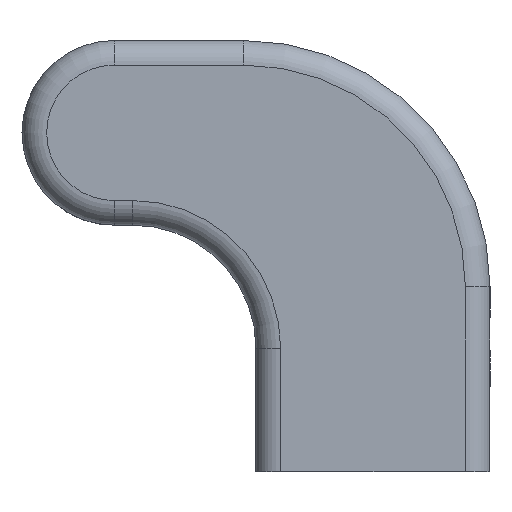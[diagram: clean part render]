
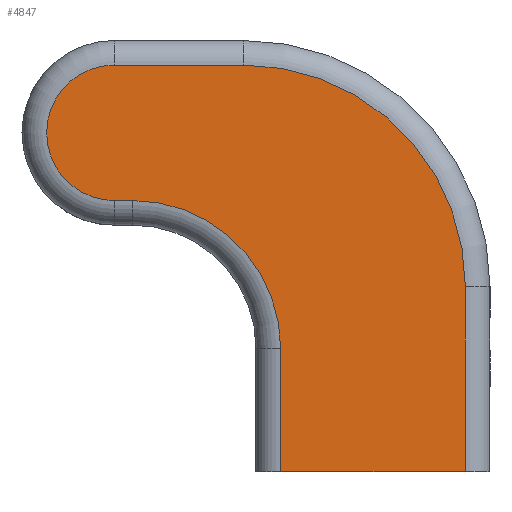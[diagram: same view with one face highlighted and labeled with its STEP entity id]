
A CAD part, left-side view. The second image highlights one B-rep face of the part: STEP entity #4847.
In plain terms, the highlighted planar face has unit normal (-1, 0, 0).
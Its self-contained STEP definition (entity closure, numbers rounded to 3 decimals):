
#117=PLANE($,#5167);
#333=FACE_OUTER_BOUND($,#579,.T.);
#579=EDGE_LOOP($,(#3664,#3665,#3666,#3667,#3668,#3669,#3670,#3671));
#991=LINE($,#7292,#1535);
#1023=LINE($,#7403,#1567);
#1024=LINE($,#7413,#1568);
#1026=LINE($,#7423,#1570);
#1028=LINE($,#7431,#1572);
#1535=VECTOR($,#5863,15.);
#1567=VECTOR($,#5985,15.);
#1568=VECTOR($,#5998,10.5);
#1570=VECTOR($,#6010,1.5);
#1572=VECTOR($,#6022,10.);
#1880=CIRCLE($,#5153,18.);
#1884=CIRCLE($,#5159,5.5);
#1887=CIRCLE($,#5164,12.);
#2161=VERTEX_POINT($,#7289);
#2162=VERTEX_POINT($,#7291);
#2196=VERTEX_POINT($,#7401);
#2198=VERTEX_POINT($,#7406);
#2199=VERTEX_POINT($,#7411);
#2200=VERTEX_POINT($,#7416);
#2202=VERTEX_POINT($,#7421);
#2203=VERTEX_POINT($,#7426);
#2695=EDGE_CURVE($,#2162,#2161,#991,.T.);
#2753=EDGE_CURVE($,#2196,#2161,#1023,.T.);
#2755=EDGE_CURVE($,#2198,#2196,#1880,.T.);
#2758=EDGE_CURVE($,#2199,#2198,#1024,.T.);
#2761=EDGE_CURVE($,#2200,#2199,#1884,.T.);
#2763=EDGE_CURVE($,#2202,#2200,#1026,.T.);
#2766=EDGE_CURVE($,#2203,#2202,#1887,.T.);
#2768=EDGE_CURVE($,#2162,#2203,#1028,.T.);
#3664=ORIENTED_EDGE($,*,*,#2753,.F.);
#3665=ORIENTED_EDGE($,*,*,#2755,.F.);
#3666=ORIENTED_EDGE($,*,*,#2758,.F.);
#3667=ORIENTED_EDGE($,*,*,#2761,.F.);
#3668=ORIENTED_EDGE($,*,*,#2763,.F.);
#3669=ORIENTED_EDGE($,*,*,#2766,.F.);
#3670=ORIENTED_EDGE($,*,*,#2768,.F.);
#3671=ORIENTED_EDGE($,*,*,#2695,.T.);
#4847=ADVANCED_FACE($,(#333),#117,.T.);
#5153=AXIS2_PLACEMENT_3D($,#7408,#5990,#5991);
#5159=AXIS2_PLACEMENT_3D($,#7418,#6004,#6005);
#5164=AXIS2_PLACEMENT_3D($,#7428,#6016,#6017);
#5167=AXIS2_PLACEMENT_3D($,#7432,#6023,#6024);
#5863=DIRECTION($,(0.,-1.,0.));
#5985=DIRECTION($,(0.,0.,-1.));
#5990=DIRECTION('center_axis',(1.,0.,0.));
#5991=DIRECTION('ref_axis',(0.,-0.707,0.707));
#5998=DIRECTION($,(0.,-1.,0.));
#6004=DIRECTION('center_axis',(1.,0.,0.));
#6005=DIRECTION('ref_axis',(0.,1.,0.));
#6010=DIRECTION($,(0.,1.,0.));
#6016=DIRECTION('center_axis',(-1.,0.,0.));
#6017=DIRECTION('ref_axis',(0.,-0.707,0.707));
#6022=DIRECTION($,(0.,0.,1.));
#6023=DIRECTION('center_axis',(-1.,0.,0.));
#6024=DIRECTION('ref_axis',(0.,0.,-1.));
#7289=CARTESIAN_POINT('',(-58.,2.,0.));
#7291=CARTESIAN_POINT('',(-58.,17.,0.));
#7292=CARTESIAN_POINT($,(-58.,19.,0.));
#7401=CARTESIAN_POINT('',(-58.,2.,15.));
#7403=CARTESIAN_POINT($,(-58.,2.,16.679));
#7406=CARTESIAN_POINT('',(-58.,20.,33.));
#7408=CARTESIAN_POINT('Origin',(-58.,20.,15.));
#7411=CARTESIAN_POINT('',(-58.,30.5,33.));
#7413=CARTESIAN_POINT($,(-58.,23.552,33.));
#7416=CARTESIAN_POINT('',(-58.,30.5,22.));
#7418=CARTESIAN_POINT('Origin',(-58.,30.5,27.5));
#7421=CARTESIAN_POINT('',(-58.,29.,22.));
#7423=CARTESIAN_POINT($,(-58.,22.802,22.));
#7426=CARTESIAN_POINT('',(-58.,17.,10.));
#7428=CARTESIAN_POINT('Origin',(-58.,29.,10.));
#7431=CARTESIAN_POINT($,(-58.,17.,9.179));
#7432=CARTESIAN_POINT('Origin',(-58.,16.604,18.357));
